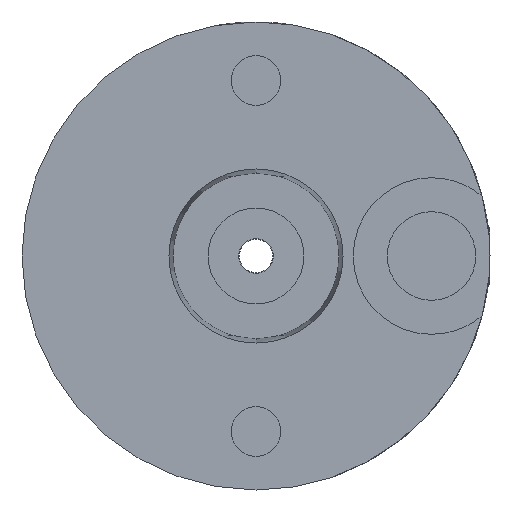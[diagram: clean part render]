
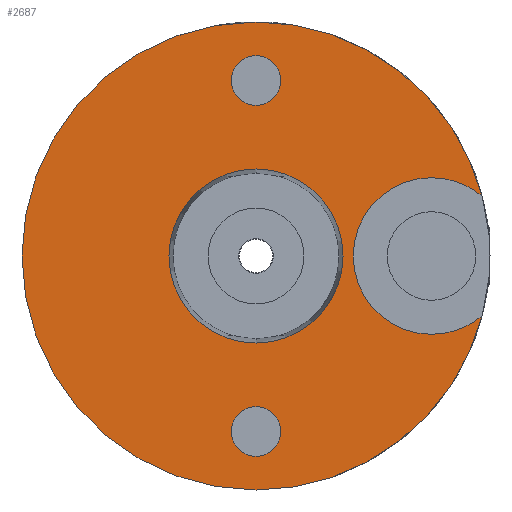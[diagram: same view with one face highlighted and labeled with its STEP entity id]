
A CAD part, front view. The second image highlights one B-rep face of the part: STEP entity #2687.
In plain terms, the highlighted planar face has unit normal (0, -1, 0).
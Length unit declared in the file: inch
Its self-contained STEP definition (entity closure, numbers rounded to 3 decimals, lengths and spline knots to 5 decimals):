
#45 = VERTEX_POINT ( 'NONE', #5422 ) ;
#77 = EDGE_CURVE ( 'NONE', #45, #6059, #214, .T. ) ;
#104 = EDGE_CURVE ( 'NONE', #4315, #623, #2065, .T. ) ;
#154 = ORIENTED_EDGE ( 'NONE', *, *, #1845, .F. ) ;
#214 = CIRCLE ( 'NONE', #2387, 0.42 ) ;
#235 = EDGE_LOOP ( 'NONE', ( #1505, #4103 ) ) ;
#303 = CARTESIAN_POINT ( 'NONE',  ( 0., 0.069, 0.42 ) ) ;
#310 = ORIENTED_EDGE ( 'NONE', *, *, #6376, .F. ) ;
#352 = CARTESIAN_POINT ( 'NONE',  ( 0.315, 0.069, 0.1405 ) ) ;
#424 = FACE_BOUND ( 'NONE', #2271, .T. ) ;
#623 = VERTEX_POINT ( 'NONE', #3716 ) ;
#692 = VERTEX_POINT ( 'NONE', #6592 ) ;
#784 = CIRCLE ( 'NONE', #5860, 0.1405 ) ;
#845 = DIRECTION ( 'NONE',  ( 0., 0., -1. ) ) ;
#882 = DIRECTION ( 'NONE',  ( 0., -1., 0. ) ) ;
#976 = VERTEX_POINT ( 'NONE', #3212 ) ;
#1180 = DIRECTION ( 'NONE',  ( 0., 0., 1. ) ) ;
#1353 = CARTESIAN_POINT ( 'NONE',  ( 0., 0.069, 0.315 ) ) ;
#1505 = ORIENTED_EDGE ( 'NONE', *, *, #6666, .F. ) ;
#1526 = CARTESIAN_POINT ( 'NONE',  ( 0., 0.069, -0.315 ) ) ;
#1549 = DIRECTION ( 'NONE',  ( 0., 0., -1. ) ) ;
#1630 = CARTESIAN_POINT ( 'NONE',  ( 0., 0.069, 0. ) ) ;
#1687 = EDGE_CURVE ( 'NONE', #6038, #976, #4109, .T. ) ;
#1747 = AXIS2_PLACEMENT_3D ( 'NONE', #4388, #2863, #4884 ) ;
#1810 = CARTESIAN_POINT ( 'NONE',  ( 0., 0.069, 0. ) ) ;
#1828 = DIRECTION ( 'NONE',  ( 0., -1., 0. ) ) ;
#1845 = EDGE_CURVE ( 'NONE', #1943, #5716, #3689, .T. ) ;
#1943 = VERTEX_POINT ( 'NONE', #5277 ) ;
#1982 = FACE_BOUND ( 'NONE', #235, .T. ) ;
#1991 = PLANE ( 'NONE',  #5213 ) ;
#2065 = CIRCLE ( 'NONE', #5487, 0.0445 ) ;
#2085 = DIRECTION ( 'NONE',  ( 0., -1., 0. ) ) ;
#2223 = AXIS2_PLACEMENT_3D ( 'NONE', #1810, #6046, #5394 ) ;
#2232 = CIRCLE ( 'NONE', #6420, 0.42 ) ;
#2244 = VERTEX_POINT ( 'NONE', #352 ) ;
#2271 = EDGE_LOOP ( 'NONE', ( #4166, #154 ) ) ;
#2311 = ORIENTED_EDGE ( 'NONE', *, *, #5505, .F. ) ;
#2366 = CARTESIAN_POINT ( 'NONE',  ( 0., 0.069, 0. ) ) ;
#2387 = AXIS2_PLACEMENT_3D ( 'NONE', #1630, #3187, #4615 ) ;
#2436 = CIRCLE ( 'NONE', #4887, 0.0445 ) ;
#2555 = EDGE_CURVE ( 'NONE', #2946, #45, #4679, .T. ) ;
#2574 = CARTESIAN_POINT ( 'NONE',  ( 0., 0.069, -0.3595 ) ) ;
#2687 = ADVANCED_FACE ( 'NONE', ( #3410, #1982, #6154, #424 ), #1991, .T. ) ;
#2723 = EDGE_CURVE ( 'NONE', #5716, #1943, #4995, .T. ) ;
#2731 = DIRECTION ( 'NONE',  ( 0., 0., -1. ) ) ;
#2863 = DIRECTION ( 'NONE',  ( 0., -1., 0. ) ) ;
#2885 = DIRECTION ( 'NONE',  ( 0., 1., 0. ) ) ;
#2900 = CARTESIAN_POINT ( 'NONE',  ( 0.315, 0.069, 0. ) ) ;
#2946 = VERTEX_POINT ( 'NONE', #3388 ) ;
#3104 = DIRECTION ( 'NONE',  ( 0., 0., -1. ) ) ;
#3116 = CARTESIAN_POINT ( 'NONE',  ( 0., 0.069, -0.15625 ) ) ;
#3117 = DIRECTION ( 'NONE',  ( 0., 0., -1. ) ) ;
#3130 = CARTESIAN_POINT ( 'NONE',  ( 0., 0.069, 0.315 ) ) ;
#3134 = CARTESIAN_POINT ( 'NONE',  ( 0.315, 0.069, -0.1405 ) ) ;
#3150 = DIRECTION ( 'NONE',  ( 0., 0., -1. ) ) ;
#3187 = DIRECTION ( 'NONE',  ( 0., 1., 0. ) ) ;
#3203 = CARTESIAN_POINT ( 'NONE',  ( 0.315, 0.069, 0. ) ) ;
#3212 = CARTESIAN_POINT ( 'NONE',  ( 0., 0.069, 0.2705 ) ) ;
#3290 = AXIS2_PLACEMENT_3D ( 'NONE', #2366, #2885, #4864 ) ;
#3348 = ORIENTED_EDGE ( 'NONE', *, *, #3964, .F. ) ;
#3360 = CIRCLE ( 'NONE', #6045, 0.1405 ) ;
#3388 = CARTESIAN_POINT ( 'NONE',  ( 0.40617, 0.069, -0.10691 ) ) ;
#3410 = FACE_OUTER_BOUND ( 'NONE', #6415, .T. ) ;
#3416 = DIRECTION ( 'NONE',  ( 0., 0., -1. ) ) ;
#3609 = ORIENTED_EDGE ( 'NONE', *, *, #2555, .F. ) ;
#3636 = CARTESIAN_POINT ( 'NONE',  ( 0., 0.069, 0. ) ) ;
#3686 = AXIS2_PLACEMENT_3D ( 'NONE', #1353, #1828, #3416 ) ;
#3689 = CIRCLE ( 'NONE', #4113, 0.15625 ) ;
#3716 = CARTESIAN_POINT ( 'NONE',  ( 0., 0.069, -0.2705 ) ) ;
#3757 = VERTEX_POINT ( 'NONE', #3134 ) ;
#3921 = DIRECTION ( 'NONE',  ( 0., 0., -1. ) ) ;
#3937 = EDGE_CURVE ( 'NONE', #3757, #2946, #3360, .T. ) ;
#3964 = EDGE_CURVE ( 'NONE', #623, #4315, #4654, .T. ) ;
#4022 = DIRECTION ( 'NONE',  ( 0., -1., 0. ) ) ;
#4103 = ORIENTED_EDGE ( 'NONE', *, *, #1687, .F. ) ;
#4109 = CIRCLE ( 'NONE', #3686, 0.0445 ) ;
#4113 = AXIS2_PLACEMENT_3D ( 'NONE', #3636, #5104, #3150 ) ;
#4115 = ORIENTED_EDGE ( 'NONE', *, *, #3937, .F. ) ;
#4166 = ORIENTED_EDGE ( 'NONE', *, *, #2723, .F. ) ;
#4315 = VERTEX_POINT ( 'NONE', #2574 ) ;
#4388 = CARTESIAN_POINT ( 'NONE',  ( 0., 0.069, -0.315 ) ) ;
#4465 = CIRCLE ( 'NONE', #5315, 0.1405 ) ;
#4615 = DIRECTION ( 'NONE',  ( 0., 0., 1. ) ) ;
#4647 = EDGE_CURVE ( 'NONE', #692, #2244, #784, .T. ) ;
#4654 = CIRCLE ( 'NONE', #1747, 0.0445 ) ;
#4679 = CIRCLE ( 'NONE', #3290, 0.42 ) ;
#4692 = CARTESIAN_POINT ( 'NONE',  ( 0., 0.069, 0. ) ) ;
#4864 = DIRECTION ( 'NONE',  ( 0., 0., 1. ) ) ;
#4884 = DIRECTION ( 'NONE',  ( 0., 0., -1. ) ) ;
#4887 = AXIS2_PLACEMENT_3D ( 'NONE', #3130, #2085, #3104 ) ;
#4892 = ORIENTED_EDGE ( 'NONE', *, *, #104, .F. ) ;
#4995 = CIRCLE ( 'NONE', #2223, 0.15625 ) ;
#5104 = DIRECTION ( 'NONE',  ( 0., -1., 0. ) ) ;
#5213 = AXIS2_PLACEMENT_3D ( 'NONE', #6162, #4022, #1549 ) ;
#5215 = ORIENTED_EDGE ( 'NONE', *, *, #4647, .F. ) ;
#5234 = DIRECTION ( 'NONE',  ( 0., -1., 0. ) ) ;
#5277 = CARTESIAN_POINT ( 'NONE',  ( 0., 0.069, 0.15625 ) ) ;
#5315 = AXIS2_PLACEMENT_3D ( 'NONE', #2900, #5908, #3921 ) ;
#5394 = DIRECTION ( 'NONE',  ( 0., 0., -1. ) ) ;
#5422 = CARTESIAN_POINT ( 'NONE',  ( 0., 0.069, -0.42 ) ) ;
#5432 = CARTESIAN_POINT ( 'NONE',  ( 0.315, 0.069, 0. ) ) ;
#5487 = AXIS2_PLACEMENT_3D ( 'NONE', #1526, #6106, #3117 ) ;
#5505 = EDGE_CURVE ( 'NONE', #6059, #692, #2232, .T. ) ;
#5716 = VERTEX_POINT ( 'NONE', #3116 ) ;
#5812 = DIRECTION ( 'NONE',  ( 0., 1., 0. ) ) ;
#5860 = AXIS2_PLACEMENT_3D ( 'NONE', #3203, #5234, #2731 ) ;
#5908 = DIRECTION ( 'NONE',  ( 0., -1., 0. ) ) ;
#5973 = CARTESIAN_POINT ( 'NONE',  ( 0., 0.069, 0.3595 ) ) ;
#6038 = VERTEX_POINT ( 'NONE', #5973 ) ;
#6045 = AXIS2_PLACEMENT_3D ( 'NONE', #5432, #882, #845 ) ;
#6046 = DIRECTION ( 'NONE',  ( 0., -1., 0. ) ) ;
#6059 = VERTEX_POINT ( 'NONE', #303 ) ;
#6106 = DIRECTION ( 'NONE',  ( 0., -1., 0. ) ) ;
#6154 = FACE_BOUND ( 'NONE', #6457, .T. ) ;
#6162 = CARTESIAN_POINT ( 'NONE',  ( 0., 0.069, 0. ) ) ;
#6351 = ORIENTED_EDGE ( 'NONE', *, *, #77, .F. ) ;
#6376 = EDGE_CURVE ( 'NONE', #2244, #3757, #4465, .T. ) ;
#6415 = EDGE_LOOP ( 'NONE', ( #5215, #2311, #6351, #3609, #4115, #310 ) ) ;
#6420 = AXIS2_PLACEMENT_3D ( 'NONE', #4692, #5812, #1180 ) ;
#6457 = EDGE_LOOP ( 'NONE', ( #4892, #3348 ) ) ;
#6592 = CARTESIAN_POINT ( 'NONE',  ( 0.40617, 0.069, 0.10691 ) ) ;
#6666 = EDGE_CURVE ( 'NONE', #976, #6038, #2436, .T. ) ;
